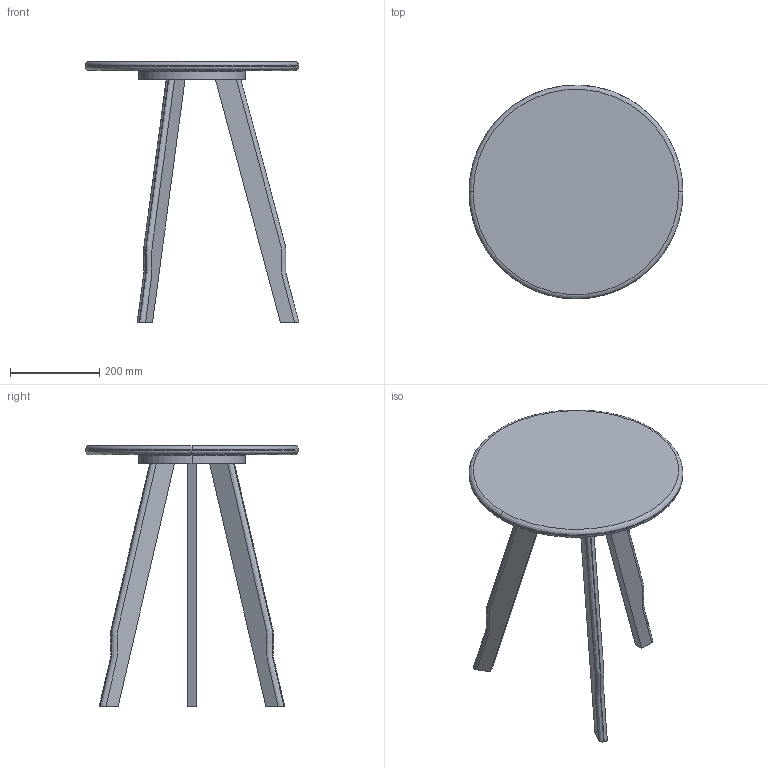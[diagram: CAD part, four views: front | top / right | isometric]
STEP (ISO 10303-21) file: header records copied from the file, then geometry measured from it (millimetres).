
FILE_DESCRIPTION(/* description */ (''),/* implementation_level */ '2;1');
FILE_NAME(/* name */ '9000 tav. medio',/* time_stamp */ '2014-02-10T16:15:03+01:00',/* author */ (''),/* organization */ (''),/* preprocessor_version */ 'ST-DEVELOPER v10',/* originating_system */ '',/* authorisation */ '');
FILE_SCHEMA (('CONFIG_CONTROL_DESIGN'));
Length unit declared in the file: millimetre
Products named in the file (1): 1
Bounding box: 480 x 479.74 x 585 mm (x, y, z)
Volume: 6090478.2 mm3; surface area: 717206.5 mm2
Topology: 5 solids, 5 shells, 36 faces, 74 edges, 48 vertices
Faces by surface type: bspline 36
Entity records: 2369 total; most frequent: CARTESIAN_POINT 1826, ORIENTED_EDGE 148, EDGE_CURVE 74, VERTEX_POINT 48, B_SPLINE_CURVE_WITH_KNOTS 46, ADVANCED_FACE 36, FACE_OUTER_BOUND 36, EDGE_LOOP 36
